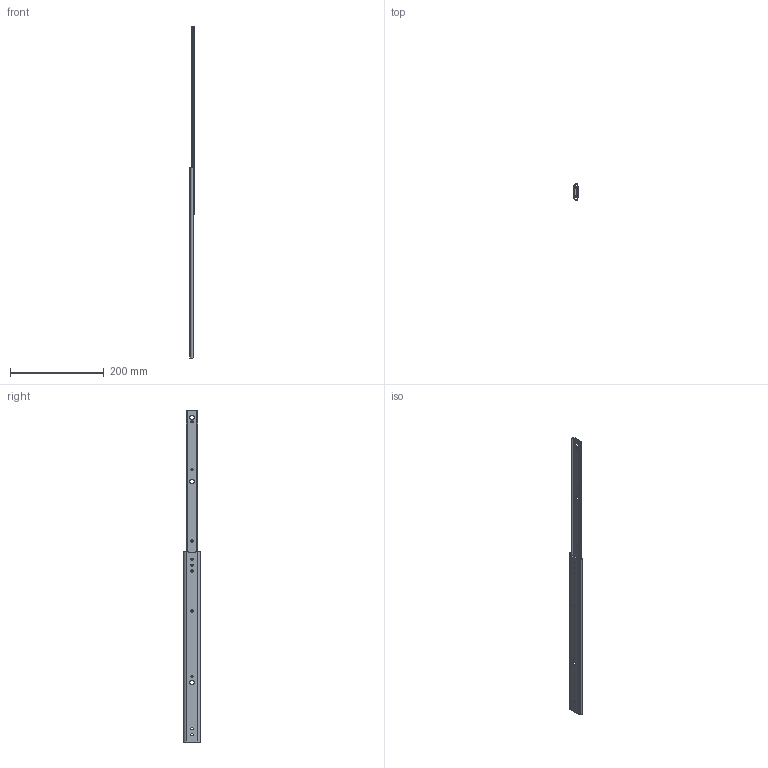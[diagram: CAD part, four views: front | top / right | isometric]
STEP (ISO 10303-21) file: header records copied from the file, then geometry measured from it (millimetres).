
FILE_DESCRIPTION (( 'STEP AP203' ), '1' );
FILE_NAME ('U21-16.STEP', '2020-06-24T07:53:16', ( '' ), ( '' ), 'SwSTEP 2.0', 'SolidWorks 2019', '' );
FILE_SCHEMA (( 'CONFIG_CONTROL_DESIGN' ));
Length unit declared in the file: millimetre
Products named in the file (3): U21-16; IM U21-16; OM U21-16
Assembly tree (2 placements, depth 2):
  U21-16
    OM U21-16
    IM U21-16
Bounding box: 9.5 x 35.08 x 709.25 mm (x, y, z)
Volume: 47733.9 mm3; surface area: 66624.9 mm2
Topology: 2 solids, 2 shells, 135 faces, 391 edges, 260 vertices
Faces by surface type: cylinder 69, plane 66
Entity records: 4952 total; most frequent: CARTESIAN_POINT 983, ORIENTED_EDGE 782, DIRECTION 769, EDGE_CURVE 391, AXIS2_PLACEMENT_3D 270, VERTEX_POINT 260, VECTOR 229, LINE 229
